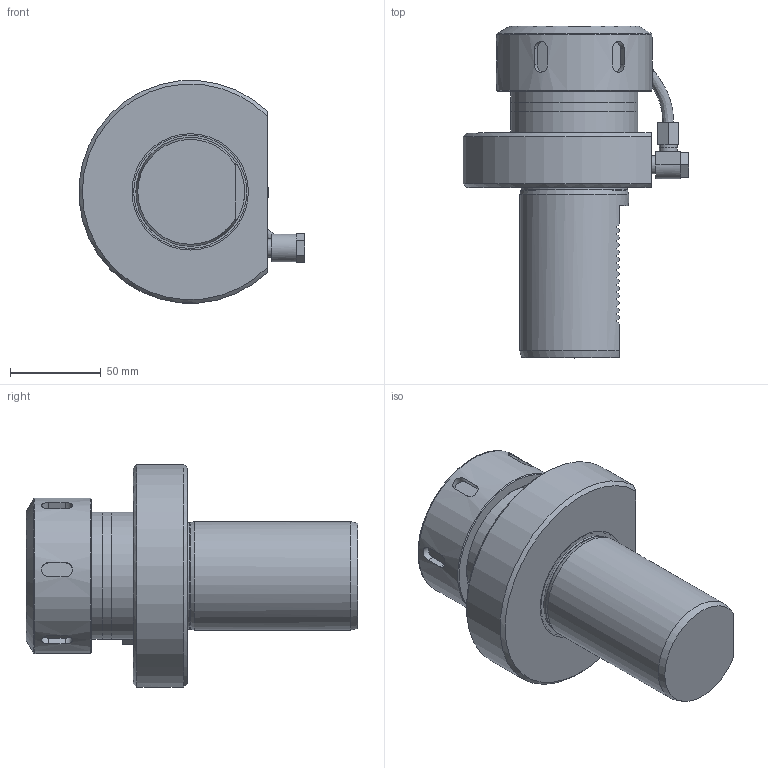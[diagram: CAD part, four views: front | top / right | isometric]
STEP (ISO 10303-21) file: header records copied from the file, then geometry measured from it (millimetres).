
FILE_DESCRIPTION (( 'STEP AP214' ), '1' );
FILE_NAME ('E460-60.STEP', '2025-07-14T13:32:25', ( '' ), ( '' ), 'SwSTEP 2.0', 'SolidWorks 2023', '' );
FILE_SCHEMA (( 'AUTOMOTIVE_DESIGN' ));
Length unit declared in the file: millimetre
Products named in the file (1): E460-60
Bounding box: 124.47 x 183 x 122.84 mm (x, y, z)
Volume: 1146369.4 mm3; surface area: 130002 mm2
Topology: 7 solids, 8 shells, 366 faces, 923 edges, 613 vertices
Faces by surface type: plane 243, cylinder 68, bspline 43, cone 9, torus 3
Full cylindrical faces by diameter (mm): 1.7 x1, 2.1 x1, 6.366 x1, 6.8 x2, 9.8 x2, 10 x1, 58.7 x1, 60 x1, 70 x4, 86 x1
Entity records: 16378 total; most frequent: CARTESIAN_POINT 6074, ORIENTED_EDGE 1768, DIRECTION 1451, EDGE_CURVE 884, VERTEX_POINT 599, LINE 585, VECTOR 585, AXIS2_PLACEMENT_3D 433
